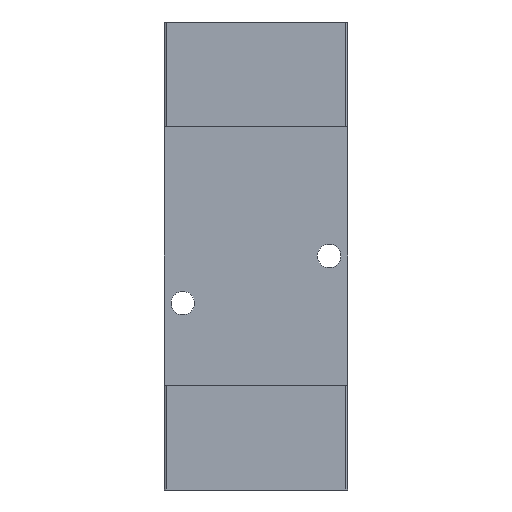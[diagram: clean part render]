
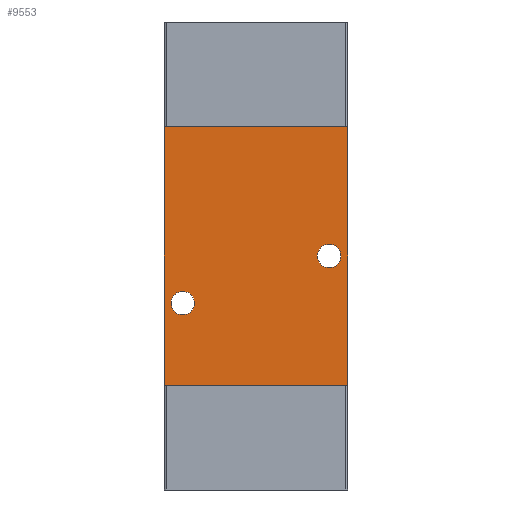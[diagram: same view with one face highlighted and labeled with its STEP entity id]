
A CAD part, left-side view. The second image highlights one B-rep face of the part: STEP entity #9553.
In plain terms, the highlighted planar face has unit normal (-1, 0, 0).
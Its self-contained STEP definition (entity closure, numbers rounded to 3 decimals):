
#94=PLANE('',#10935);
#649=LINE('',#16839,#994);
#681=LINE('',#16917,#1026);
#693=LINE('',#16947,#1038);
#694=LINE('',#16948,#1039);
#994=VECTOR('',#13733,49.5);
#1026=VECTOR('',#13789,49.5);
#1038=VECTOR('',#13813,35.);
#1039=VECTOR('',#13814,35.);
#1942=FACE_BOUND('',#3961,.T.);
#1943=FACE_BOUND('',#3962,.T.);
#2716=FACE_OUTER_BOUND('',#3960,.T.);
#3960=EDGE_LOOP('',(#5732,#5733,#5734,#5735));
#3961=EDGE_LOOP('',(#5736));
#3962=EDGE_LOOP('',(#5737));
#5732=ORIENTED_EDGE('',*,*,#7137,.T.);
#5733=ORIENTED_EDGE('',*,*,#7120,.F.);
#5734=ORIENTED_EDGE('',*,*,#7138,.F.);
#5735=ORIENTED_EDGE('',*,*,#7077,.T.);
#5736=ORIENTED_EDGE('',*,*,#7016,.T.);
#5737=ORIENTED_EDGE('',*,*,#7018,.T.);
#7016=EDGE_CURVE('',#8009,#8009,#8824,.T.);
#7018=EDGE_CURVE('',#8011,#8011,#8826,.T.);
#7077=EDGE_CURVE('',#8070,#8069,#649,.T.);
#7120=EDGE_CURVE('',#8104,#8101,#681,.T.);
#7137=EDGE_CURVE('',#8069,#8101,#693,.T.);
#7138=EDGE_CURVE('',#8070,#8104,#694,.T.);
#8009=VERTEX_POINT('',#16698);
#8011=VERTEX_POINT('',#16703);
#8069=VERTEX_POINT('',#16836);
#8070=VERTEX_POINT('',#16838);
#8101=VERTEX_POINT('',#16910);
#8104=VERTEX_POINT('',#16915);
#8824=CIRCLE('',#10865,2.25);
#8826=CIRCLE('',#10868,2.25);
#9553=ADVANCED_FACE('',(#2716,#1942,#1943),#94,.F.);
#10865=AXIS2_PLACEMENT_3D('',#16699,#13601,#13602);
#10868=AXIS2_PLACEMENT_3D('',#16704,#13607,#13608);
#10935=AXIS2_PLACEMENT_3D('',#16946,#13811,#13812);
#13601=DIRECTION('center_axis',(1.,0.,0.));
#13602=DIRECTION('ref_axis',(0.,0.,-1.));
#13607=DIRECTION('center_axis',(1.,0.,0.));
#13608=DIRECTION('ref_axis',(0.,0.,-1.));
#13733=DIRECTION('',(0.,0.,-1.));
#13789=DIRECTION('',(0.,0.,-1.));
#13811=DIRECTION('center_axis',(1.,0.,0.));
#13812=DIRECTION('ref_axis',(0.,0.,-1.));
#13813=DIRECTION('',(0.,-1.,0.));
#13814=DIRECTION('',(0.,-1.,0.));
#16698=CARTESIAN_POINT('',(-35.,31.5,-36.));
#16699=CARTESIAN_POINT('Origin',(-35.,31.5,-33.75));
#16703=CARTESIAN_POINT('',(-35.,3.5,-27.));
#16704=CARTESIAN_POINT('Origin',(-35.,3.5,-24.75));
#16836=CARTESIAN_POINT('',(-35.,35.,-49.5));
#16838=CARTESIAN_POINT('',(-35.,35.,0.));
#16839=CARTESIAN_POINT('',(-35.,35.,0.));
#16910=CARTESIAN_POINT('',(-35.,0.,-49.5));
#16915=CARTESIAN_POINT('',(-35.,0.,0.));
#16917=CARTESIAN_POINT('',(-35.,0.,0.));
#16946=CARTESIAN_POINT('Origin',(-35.,0.,0.));
#16947=CARTESIAN_POINT('',(-35.,0.,-49.5));
#16948=CARTESIAN_POINT('',(-35.,0.,0.));
